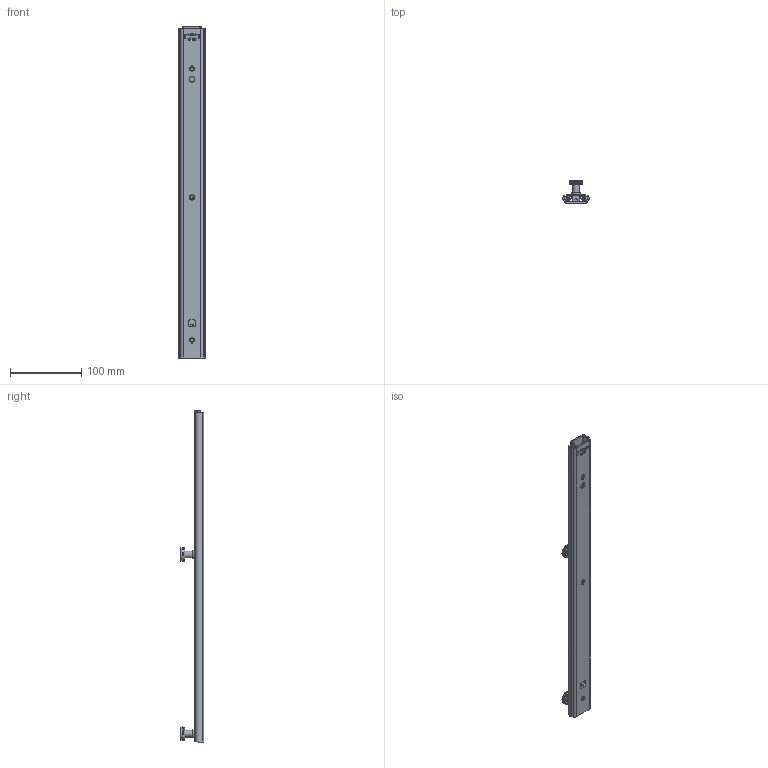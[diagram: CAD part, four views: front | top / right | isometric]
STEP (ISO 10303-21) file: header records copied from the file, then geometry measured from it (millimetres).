
FILE_DESCRIPTION(/* description */ ('Main Assembly'),/* implementation_level */ '2;1');
FILE_NAME(/* name */ '127A08.stp',/* time_stamp */ '2022-01-21T11:55:01+01:00',/* author */ ('r.cornelissen'),/* organization */ (''),/* preprocessor_version */ 'ST-DEVELOPER v18.1',/* originating_system */ 'Autodesk Inventor 2022',/* authorisation */ '');
FILE_SCHEMA (('AUTOMOTIVE_DESIGN { 1 0 10303 214 3 1 1 }'));
Length unit declared in the file: millimetre
Products named in the file (11): 127-A08; 127-A08_1; 127-A08_2; 127-A08_3; 127-A08_4; 127-A08_5; 921058; 127-A08_6; 127-A08_7; 127-A08_8; 921-621
Assembly tree (29 placements, depth 3):
  127-A08
    127-A08_1
    127-A08_2
      127-A08_3
    127-A08_4
      127-A08_5
      921058  x2
      127-A08_6  x18
    127-A08_7
      127-A08_8
      921-621  x2
Bounding box: 37 x 32.84 x 465 mm (x, y, z)
Volume: 83766.3 mm3; surface area: 100984.9 mm2
Topology: 33 solids, 33 shells, 924 faces, 2464 edges, 1608 vertices
Faces by surface type: plane 450, cylinder 402, sphere 30, cone 26, bspline 12, torus 4
Full cylindrical faces by diameter (mm): 1.5 x48, 3 x2, 3.2 x2, 4.5 x4, 5.9 x18, 6 x2, 6.1 x2, 8 x1, 9.2 x2, 9.5 x2, 12.8 x4, 13 x1, 18.9 x2
Entity records: 23548 total; most frequent: CARTESIAN_POINT 4901, DIRECTION 3864, ORIENTED_EDGE 3782, EDGE_CURVE 1891, AXIS2_PLACEMENT_3D 1329, VERTEX_POINT 1240, LINE 1206, VECTOR 1206
